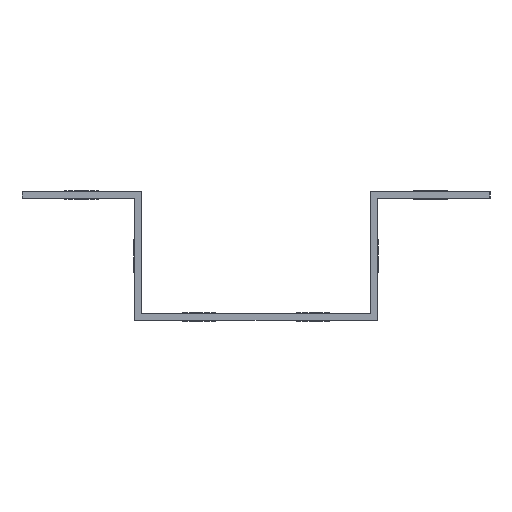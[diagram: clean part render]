
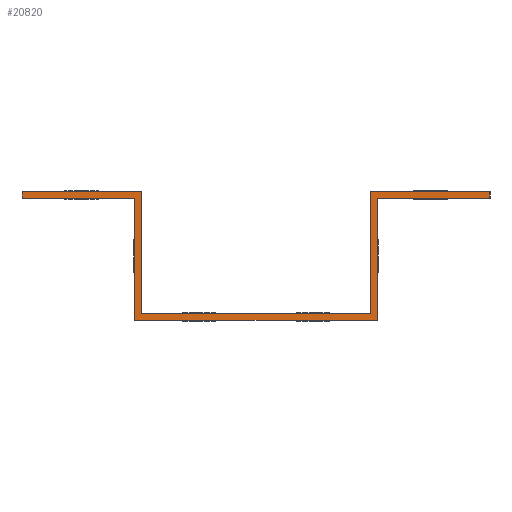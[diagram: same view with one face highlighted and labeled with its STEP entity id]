
A CAD part, left-side view. The second image highlights one B-rep face of the part: STEP entity #20820.
In plain terms, the highlighted planar face has unit normal (-1, 0, 0).
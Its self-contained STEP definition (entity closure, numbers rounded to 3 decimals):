
#1674=FACE_OUTER_BOUND('',#2588,.T.);
#2588=EDGE_LOOP('',(#18505,#18506,#18507,#18508,#18509,#18510,#18511,#18512,
#18513,#18514,#18515,#18516));
#6048=LINE('',#39517,#7884);
#6052=LINE('',#39526,#7888);
#6053=LINE('',#39530,#7889);
#6057=LINE('',#39537,#7893);
#6059=LINE('',#39541,#7895);
#6062=LINE('',#39546,#7898);
#6064=LINE('',#39550,#7900);
#6067=LINE('',#39556,#7903);
#6068=LINE('',#39558,#7904);
#6069=LINE('',#39560,#7905);
#6070=LINE('',#39562,#7906);
#6071=LINE('',#39563,#7907);
#7884=VECTOR('',#31499,1.);
#7888=VECTOR('',#31505,1.);
#7889=VECTOR('',#31508,1.);
#7893=VECTOR('',#31514,1.);
#7895=VECTOR('',#31518,1.);
#7898=VECTOR('',#31523,1.);
#7900=VECTOR('',#31527,1.);
#7903=VECTOR('',#31532,1.);
#7904=VECTOR('',#31533,1.);
#7905=VECTOR('',#31534,1.);
#7906=VECTOR('',#31535,1.);
#7907=VECTOR('',#31536,1.);
#11217=VERTEX_POINT('',#39510);
#11220=VERTEX_POINT('',#39515);
#11222=VERTEX_POINT('',#39520);
#11224=VERTEX_POINT('',#39524);
#11225=VERTEX_POINT('',#39528);
#11226=VERTEX_POINT('',#39529);
#11229=VERTEX_POINT('',#39540);
#11231=VERTEX_POINT('',#39549);
#11233=VERTEX_POINT('',#39555);
#11234=VERTEX_POINT('',#39557);
#11235=VERTEX_POINT('',#39559);
#11236=VERTEX_POINT('',#39561);
#14844=EDGE_CURVE('',#11220,#11217,#6048,.T.);
#14848=EDGE_CURVE('',#11224,#11222,#6052,.T.);
#14849=EDGE_CURVE('',#11225,#11226,#6053,.T.);
#14853=EDGE_CURVE('',#11224,#11225,#6057,.T.);
#14855=EDGE_CURVE('',#11226,#11229,#6059,.T.);
#14858=EDGE_CURVE('',#11229,#11217,#6062,.T.);
#14860=EDGE_CURVE('',#11231,#11222,#6064,.T.);
#14863=EDGE_CURVE('',#11233,#11220,#6067,.T.);
#14864=EDGE_CURVE('',#11234,#11233,#6068,.T.);
#14865=EDGE_CURVE('',#11235,#11234,#6069,.T.);
#14866=EDGE_CURVE('',#11236,#11235,#6070,.T.);
#14867=EDGE_CURVE('',#11231,#11236,#6071,.T.);
#18505=ORIENTED_EDGE('',*,*,#14863,.F.);
#18506=ORIENTED_EDGE('',*,*,#14864,.F.);
#18507=ORIENTED_EDGE('',*,*,#14865,.F.);
#18508=ORIENTED_EDGE('',*,*,#14866,.F.);
#18509=ORIENTED_EDGE('',*,*,#14867,.F.);
#18510=ORIENTED_EDGE('',*,*,#14860,.T.);
#18511=ORIENTED_EDGE('',*,*,#14848,.F.);
#18512=ORIENTED_EDGE('',*,*,#14853,.T.);
#18513=ORIENTED_EDGE('',*,*,#14849,.T.);
#18514=ORIENTED_EDGE('',*,*,#14855,.T.);
#18515=ORIENTED_EDGE('',*,*,#14858,.T.);
#18516=ORIENTED_EDGE('',*,*,#14844,.F.);
#19906=PLANE('',#25035);
#20820=ADVANCED_FACE('',(#1674),#19906,.F.);
#25035=AXIS2_PLACEMENT_3D('',#39554,#31530,#31531);
#31499=DIRECTION('',(0.,0.,1.));
#31505=DIRECTION('',(0.,-1.,0.));
#31508=DIRECTION('',(0.,1.,0.));
#31514=DIRECTION('',(0.,0.,1.));
#31518=DIRECTION('',(0.,0.,-1.));
#31523=DIRECTION('',(0.,-1.,0.));
#31527=DIRECTION('',(0.,0.,-1.));
#31530=DIRECTION('center_axis',(1.,0.,0.));
#31531=DIRECTION('ref_axis',(0.,0.,-1.));
#31532=DIRECTION('',(0.,1.,0.));
#31533=DIRECTION('',(0.,0.,-1.));
#31534=DIRECTION('',(0.,1.,0.));
#31535=DIRECTION('',(0.,0.,-1.));
#31536=DIRECTION('',(0.,-1.,0.));
#39510=CARTESIAN_POINT('',(12.779,85.648,25.658));
#39515=CARTESIAN_POINT('',(12.779,85.648,0.008));
#39517=CARTESIAN_POINT('',(12.779,85.648,0.008));
#39520=CARTESIAN_POINT('',(12.779,35.998,1.358));
#39524=CARTESIAN_POINT('',(12.779,84.298,1.358));
#39526=CARTESIAN_POINT('',(12.779,85.648,1.358));
#39528=CARTESIAN_POINT('',(12.779,84.298,27.008));
#39529=CARTESIAN_POINT('',(12.779,109.298,27.008));
#39530=CARTESIAN_POINT('',(12.779,84.298,27.008));
#39537=CARTESIAN_POINT('',(12.779,84.298,0.008));
#39540=CARTESIAN_POINT('',(12.779,109.298,25.658));
#39541=CARTESIAN_POINT('',(12.779,109.298,27.008));
#39546=CARTESIAN_POINT('',(12.779,109.298,25.658));
#39549=CARTESIAN_POINT('',(12.779,35.998,27.008));
#39550=CARTESIAN_POINT('',(12.779,35.998,7.096));
#39554=CARTESIAN_POINT('Origin',(12.779,47.148,0.683));
#39555=CARTESIAN_POINT('',(12.779,34.648,0.008));
#39556=CARTESIAN_POINT('',(12.779,34.648,0.008));
#39557=CARTESIAN_POINT('',(12.779,34.648,25.658));
#39558=CARTESIAN_POINT('',(12.779,34.648,27.008));
#39559=CARTESIAN_POINT('',(12.779,10.998,25.658));
#39560=CARTESIAN_POINT('',(12.779,10.998,25.658));
#39561=CARTESIAN_POINT('',(12.779,10.998,27.008));
#39562=CARTESIAN_POINT('',(12.779,10.998,27.008));
#39563=CARTESIAN_POINT('',(12.779,35.998,27.008));
